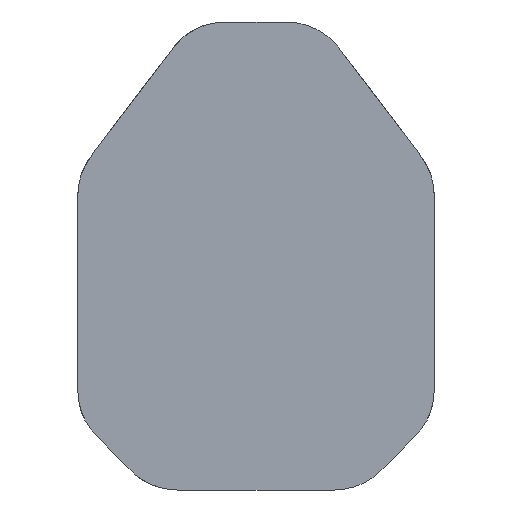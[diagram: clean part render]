
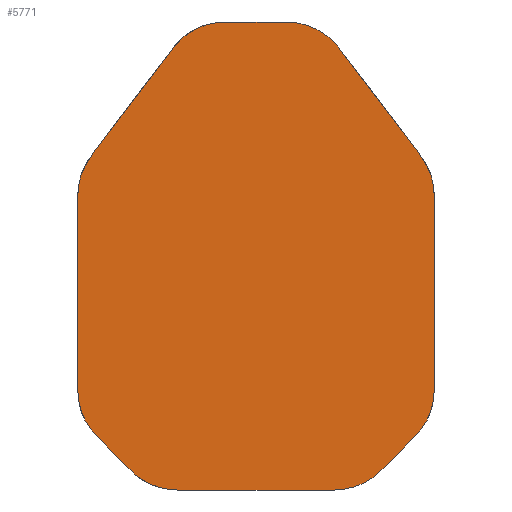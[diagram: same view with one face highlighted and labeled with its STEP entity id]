
A CAD part, front view. The second image highlights one B-rep face of the part: STEP entity #5771.
In plain terms, the highlighted planar face has unit normal (0, -1, 0).
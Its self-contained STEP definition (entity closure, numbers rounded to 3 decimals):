
#251=PLANE('',#6324);
#649=FACE_OUTER_BOUND('',#1043,.T.);
#1043=EDGE_LOOP('',(#5273,#5274,#5275,#5276,#5277,#5278,#5279,#5280,#5281,
#5282,#5283,#5284,#5285,#5286,#5287,#5288,#5289,#5290,#5291,#5292));
#1559=LINE('',#10275,#2093);
#1563=LINE('',#10287,#2097);
#1567=LINE('',#10299,#2101);
#1571=LINE('',#10311,#2105);
#1575=LINE('',#10323,#2109);
#1581=LINE('',#10384,#2115);
#1585=LINE('',#10396,#2119);
#1589=LINE('',#10408,#2123);
#2093=VECTOR('',#7809,10.);
#2097=VECTOR('',#7821,10.);
#2101=VECTOR('',#7833,10.);
#2105=VECTOR('',#7845,10.);
#2109=VECTOR('',#7857,10.);
#2115=VECTOR('',#7877,10.);
#2119=VECTOR('',#7889,10.);
#2123=VECTOR('',#7901,10.);
#2178=B_SPLINE_CURVE_WITH_KNOTS('',3,(#10254,#10255,#10256,#10257,#10258,
#10259,#10260,#10261,#10262,#10263),.UNSPECIFIED.,.F.,.F.,(4,2,2,2,4),(0.434,
0.515,0.797,1.027,1.118),
 .UNSPECIFIED.);
#2180=B_SPLINE_CURVE_WITH_KNOTS('',3,(#10363,#10364,#10365,#10366,#10367,
#10368,#10369,#10370,#10371,#10372),.UNSPECIFIED.,.F.,.F.,(4,2,2,2,4),(0.357,
0.449,0.678,0.96,1.041),
 .UNSPECIFIED.);
#2360=CIRCLE('',#6288,50.);
#2362=CIRCLE('',#6292,50.);
#2364=CIRCLE('',#6296,50.);
#2366=CIRCLE('',#6300,50.);
#2368=CIRCLE('',#6304,50.);
#2370=CIRCLE('',#6308,50.);
#2372=CIRCLE('',#6311,50.);
#2374=CIRCLE('',#6315,50.);
#2376=CIRCLE('',#6319,50.);
#2378=CIRCLE('',#6323,50.);
#2873=VERTEX_POINT('',#10251);
#2874=VERTEX_POINT('',#10253);
#2876=VERTEX_POINT('',#10268);
#2878=VERTEX_POINT('',#10274);
#2880=VERTEX_POINT('',#10280);
#2882=VERTEX_POINT('',#10286);
#2884=VERTEX_POINT('',#10292);
#2886=VERTEX_POINT('',#10298);
#2888=VERTEX_POINT('',#10304);
#2890=VERTEX_POINT('',#10310);
#2892=VERTEX_POINT('',#10316);
#2894=VERTEX_POINT('',#10322);
#2896=VERTEX_POINT('',#10328);
#2898=VERTEX_POINT('',#10362);
#2900=VERTEX_POINT('',#10377);
#2902=VERTEX_POINT('',#10383);
#2904=VERTEX_POINT('',#10389);
#2906=VERTEX_POINT('',#10395);
#2908=VERTEX_POINT('',#10401);
#2910=VERTEX_POINT('',#10407);
#3657=EDGE_CURVE('',#2874,#2873,#2178,.T.);
#3660=EDGE_CURVE('',#2876,#2874,#2360,.T.);
#3663=EDGE_CURVE('',#2878,#2876,#1559,.T.);
#3666=EDGE_CURVE('',#2880,#2878,#2362,.T.);
#3669=EDGE_CURVE('',#2882,#2880,#1563,.T.);
#3672=EDGE_CURVE('',#2884,#2882,#2364,.T.);
#3675=EDGE_CURVE('',#2886,#2884,#1567,.T.);
#3678=EDGE_CURVE('',#2888,#2886,#2366,.T.);
#3681=EDGE_CURVE('',#2890,#2888,#1571,.T.);
#3684=EDGE_CURVE('',#2892,#2890,#2368,.T.);
#3687=EDGE_CURVE('',#2894,#2892,#1575,.T.);
#3690=EDGE_CURVE('',#2896,#2894,#2370,.T.);
#3693=EDGE_CURVE('',#2898,#2896,#2180,.T.);
#3696=EDGE_CURVE('',#2900,#2898,#2372,.T.);
#3699=EDGE_CURVE('',#2902,#2900,#1581,.T.);
#3702=EDGE_CURVE('',#2904,#2902,#2374,.T.);
#3705=EDGE_CURVE('',#2906,#2904,#1585,.T.);
#3708=EDGE_CURVE('',#2908,#2906,#2376,.T.);
#3711=EDGE_CURVE('',#2910,#2908,#1589,.T.);
#3714=EDGE_CURVE('',#2873,#2910,#2378,.T.);
#5273=ORIENTED_EDGE('',*,*,#3714,.T.);
#5274=ORIENTED_EDGE('',*,*,#3711,.T.);
#5275=ORIENTED_EDGE('',*,*,#3708,.T.);
#5276=ORIENTED_EDGE('',*,*,#3705,.T.);
#5277=ORIENTED_EDGE('',*,*,#3702,.T.);
#5278=ORIENTED_EDGE('',*,*,#3699,.T.);
#5279=ORIENTED_EDGE('',*,*,#3696,.T.);
#5280=ORIENTED_EDGE('',*,*,#3693,.T.);
#5281=ORIENTED_EDGE('',*,*,#3690,.T.);
#5282=ORIENTED_EDGE('',*,*,#3687,.T.);
#5283=ORIENTED_EDGE('',*,*,#3684,.T.);
#5284=ORIENTED_EDGE('',*,*,#3681,.T.);
#5285=ORIENTED_EDGE('',*,*,#3678,.T.);
#5286=ORIENTED_EDGE('',*,*,#3675,.T.);
#5287=ORIENTED_EDGE('',*,*,#3672,.T.);
#5288=ORIENTED_EDGE('',*,*,#3669,.T.);
#5289=ORIENTED_EDGE('',*,*,#3666,.T.);
#5290=ORIENTED_EDGE('',*,*,#3663,.T.);
#5291=ORIENTED_EDGE('',*,*,#3660,.T.);
#5292=ORIENTED_EDGE('',*,*,#3657,.T.);
#5771=ADVANCED_FACE('',(#649),#251,.T.);
#6288=AXIS2_PLACEMENT_3D('',#10269,#7803,#7804);
#6292=AXIS2_PLACEMENT_3D('',#10281,#7815,#7816);
#6296=AXIS2_PLACEMENT_3D('',#10293,#7827,#7828);
#6300=AXIS2_PLACEMENT_3D('',#10305,#7839,#7840);
#6304=AXIS2_PLACEMENT_3D('',#10317,#7851,#7852);
#6308=AXIS2_PLACEMENT_3D('',#10329,#7863,#7864);
#6311=AXIS2_PLACEMENT_3D('',#10378,#7871,#7872);
#6315=AXIS2_PLACEMENT_3D('',#10390,#7883,#7884);
#6319=AXIS2_PLACEMENT_3D('',#10402,#7895,#7896);
#6323=AXIS2_PLACEMENT_3D('',#10412,#7907,#7908);
#6324=AXIS2_PLACEMENT_3D('',#10413,#7909,#7910);
#7803=DIRECTION('center_axis',(0.,-1.,0.));
#7804=DIRECTION('ref_axis',(0.,0.,1.));
#7809=DIRECTION('',(-1.,0.,0.));
#7815=DIRECTION('center_axis',(0.,-1.,0.));
#7816=DIRECTION('ref_axis',(0.797,0.,0.604));
#7821=DIRECTION('',(-0.604,0.,0.797));
#7827=DIRECTION('center_axis',(0.,-1.,0.));
#7828=DIRECTION('ref_axis',(1.,0.,0.));
#7833=DIRECTION('',(0.,0.,1.));
#7839=DIRECTION('center_axis',(0.,-1.,0.));
#7840=DIRECTION('ref_axis',(0.707,0.,-0.707));
#7845=DIRECTION('',(0.707,0.,0.707));
#7851=DIRECTION('center_axis',(0.,-1.,0.));
#7852=DIRECTION('ref_axis',(0.,0.,-1.));
#7857=DIRECTION('',(1.,0.,0.));
#7863=DIRECTION('center_axis',(0.,-1.,0.));
#7864=DIRECTION('ref_axis',(-0.407,0.,-0.914));
#7871=DIRECTION('center_axis',(0.,-1.,0.));
#7872=DIRECTION('ref_axis',(-0.707,0.,-0.707));
#7877=DIRECTION('',(0.707,0.,-0.707));
#7883=DIRECTION('center_axis',(0.,-1.,0.));
#7884=DIRECTION('ref_axis',(-1.,0.,0.));
#7889=DIRECTION('',(0.,0.,-1.));
#7895=DIRECTION('center_axis',(0.,-1.,0.));
#7896=DIRECTION('ref_axis',(-0.797,0.,0.604));
#7901=DIRECTION('',(-0.604,0.,-0.797));
#7907=DIRECTION('center_axis',(0.,-1.,0.));
#7908=DIRECTION('ref_axis',(-0.533,0.,0.846));
#7909=DIRECTION('center_axis',(0.,-1.,0.));
#7910=DIRECTION('ref_axis',(1.,0.,0.));
#10251=CARTESIAN_POINT('',(-49.707,-142.,206.82));
#10253=CARTESIAN_POINT('',(-43.409,-142.,210.18));
#10254=CARTESIAN_POINT('Ctrl Pts',(-43.409,-142.,210.18));
#10255=CARTESIAN_POINT('Ctrl Pts',(-43.665,-142.,210.066));
#10256=CARTESIAN_POINT('Ctrl Pts',(-43.924,-142.,209.948));
#10257=CARTESIAN_POINT('Ctrl Pts',(-45.088,-142.,209.406));
#10258=CARTESIAN_POINT('Ctrl Pts',(-46.001,-142.,208.946));
#10259=CARTESIAN_POINT('Ctrl Pts',(-47.501,-142.,208.137));
#10260=CARTESIAN_POINT('Ctrl Pts',(-48.227,-142.,207.723));
#10261=CARTESIAN_POINT('Ctrl Pts',(-49.185,-142.,207.144));
#10262=CARTESIAN_POINT('Ctrl Pts',(-49.452,-142.,206.98));
#10263=CARTESIAN_POINT('Ctrl Pts',(-49.707,-142.,206.82));
#10268=CARTESIAN_POINT('',(-23.079,-142.,214.5));
#10269=CARTESIAN_POINT('Origin',(-23.079,-142.,164.5));
#10274=CARTESIAN_POINT('',(23.079,-142.,214.5));
#10275=CARTESIAN_POINT('',(0.,-142.,214.5));
#10280=CARTESIAN_POINT('',(62.93,-142.,194.697));
#10281=CARTESIAN_POINT('Origin',(23.079,-142.,164.5));
#10286=CARTESIAN_POINT('',(124.851,-142.,112.98));
#10287=CARTESIAN_POINT('',(62.93,-142.,194.697));
#10292=CARTESIAN_POINT('',(135.,-142.,82.783));
#10293=CARTESIAN_POINT('Origin',(85.,-142.,82.783));
#10298=CARTESIAN_POINT('',(135.,-142.,-64.289));
#10299=CARTESIAN_POINT('',(135.,-142.,33.25));
#10304=CARTESIAN_POINT('',(120.355,-142.,-99.645));
#10305=CARTESIAN_POINT('Origin',(85.,-142.,-64.289));
#10310=CARTESIAN_POINT('',(94.645,-142.,-125.355));
#10311=CARTESIAN_POINT('',(120.355,-142.,-99.645));
#10316=CARTESIAN_POINT('',(59.289,-142.,-140.));
#10317=CARTESIAN_POINT('Origin',(59.289,-142.,-90.));
#10322=CARTESIAN_POINT('',(-59.289,-142.,-140.));
#10323=CARTESIAN_POINT('',(0.,-142.,-140.));
#10328=CARTESIAN_POINT('',(-79.619,-142.,-135.68));
#10329=CARTESIAN_POINT('Origin',(-59.289,-142.,-90.));
#10362=CARTESIAN_POINT('',(-85.917,-142.,-132.32));
#10363=CARTESIAN_POINT('Ctrl Pts',(-85.917,-142.,-132.32));
#10364=CARTESIAN_POINT('Ctrl Pts',(-85.662,-142.,-132.48));
#10365=CARTESIAN_POINT('Ctrl Pts',(-85.396,-142.,-132.644));
#10366=CARTESIAN_POINT('Ctrl Pts',(-84.438,-142.,-133.223));
#10367=CARTESIAN_POINT('Ctrl Pts',(-83.711,-142.,-133.637));
#10368=CARTESIAN_POINT('Ctrl Pts',(-82.212,-142.,-134.446));
#10369=CARTESIAN_POINT('Ctrl Pts',(-81.299,-142.,-134.906));
#10370=CARTESIAN_POINT('Ctrl Pts',(-80.135,-142.,-135.448));
#10371=CARTESIAN_POINT('Ctrl Pts',(-79.875,-142.,-135.566));
#10372=CARTESIAN_POINT('Ctrl Pts',(-79.619,-142.,-135.68));
#10377=CARTESIAN_POINT('',(-94.645,-142.,-125.355));
#10378=CARTESIAN_POINT('Origin',(-59.289,-142.,-90.));
#10383=CARTESIAN_POINT('',(-120.355,-142.,-99.645));
#10384=CARTESIAN_POINT('',(-94.645,-142.,-125.355));
#10389=CARTESIAN_POINT('',(-135.,-142.,-64.289));
#10390=CARTESIAN_POINT('Origin',(-85.,-142.,-64.289));
#10395=CARTESIAN_POINT('',(-135.,-142.,82.783));
#10396=CARTESIAN_POINT('',(-135.,-142.,45.25));
#10401=CARTESIAN_POINT('',(-124.851,-142.,112.98));
#10402=CARTESIAN_POINT('Origin',(-85.,-142.,82.783));
#10407=CARTESIAN_POINT('',(-62.93,-142.,194.697));
#10408=CARTESIAN_POINT('',(-124.851,-142.,112.98));
#10412=CARTESIAN_POINT('Origin',(-23.079,-142.,164.5));
#10413=CARTESIAN_POINT('Origin',(0.,-142.,37.25));
